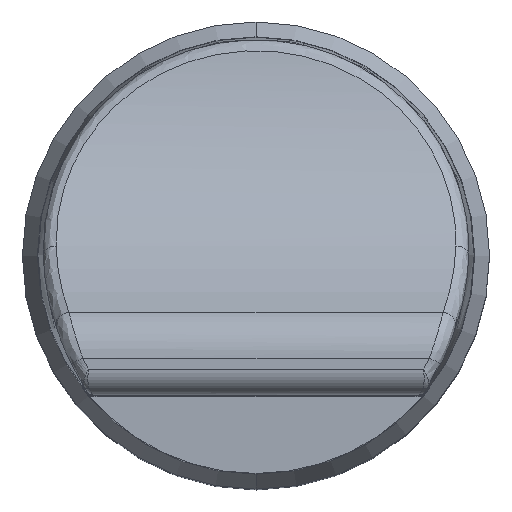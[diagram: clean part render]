
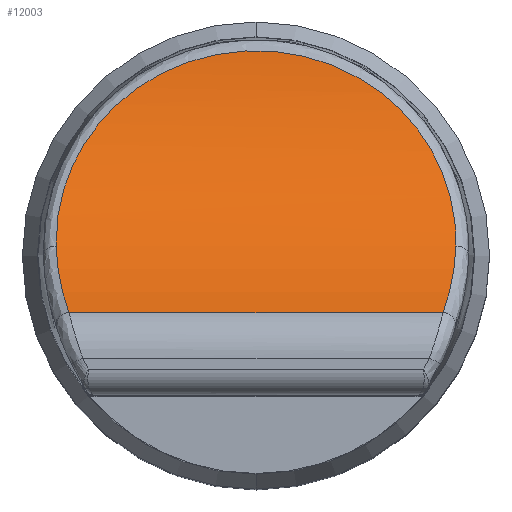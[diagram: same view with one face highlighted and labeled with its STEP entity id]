
A CAD part, top view. The second image highlights one B-rep face of the part: STEP entity #12003.
In plain terms, the highlighted cylindrical face has radius 14 mm (diameter 28 mm), a partial arc.
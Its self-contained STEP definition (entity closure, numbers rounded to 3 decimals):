
#3139=CARTESIAN_POINT('',(7.701,0.348,48.955));
#3140=CARTESIAN_POINT('',(7.695,0.126,49.171));
#3141=CARTESIAN_POINT('',(7.664,-0.323,
49.635));
#3142=CARTESIAN_POINT('',(7.56,-0.991,
50.434));
#3143=CARTESIAN_POINT('',(7.404,-1.638,51.341));
#3144=CARTESIAN_POINT('',(7.276,-2.032,52.003));
#3145=CARTESIAN_POINT('',(7.209,-2.22,52.35));
#3147=DIRECTION('',(1.,0.,0.));
#3148=VECTOR('',#3147,14.418);
#3149=CARTESIAN_POINT('',(-7.209,-2.22,
52.35));
#3150=LINE('',#3149,#3148);
#3151=CARTESIAN_POINT('',(-7.209,-2.22,
52.35));
#3152=CARTESIAN_POINT('',(-7.276,-2.032,
52.003));
#3153=CARTESIAN_POINT('',(-7.404,-1.637,
51.341));
#3154=CARTESIAN_POINT('',(-7.56,-0.991,
50.434));
#3155=CARTESIAN_POINT('',(-7.664,-0.323,
49.635));
#3156=CARTESIAN_POINT('',(-7.695,0.126,
49.171));
#3157=CARTESIAN_POINT('',(-7.701,0.348,
48.955));
#3159=CARTESIAN_POINT('',(-7.701,0.348,
48.955));
#3160=CARTESIAN_POINT('',(-7.707,0.568,
48.741));
#3161=CARTESIAN_POINT('',(-7.697,1.008,48.342));
#3162=CARTESIAN_POINT('',(-7.622,1.656,47.823));
#3163=CARTESIAN_POINT('',(-7.488,2.291,47.372));
#3164=CARTESIAN_POINT('',(-7.297,2.91,46.981));
#3165=CARTESIAN_POINT('',(-7.05,3.51,46.642));
#3166=CARTESIAN_POINT('',(-6.747,4.091,46.35));
#3167=CARTESIAN_POINT('',(-6.388,4.651,46.099));
#3168=CARTESIAN_POINT('',(-5.971,5.185,45.887));
#3169=CARTESIAN_POINT('',(-5.498,5.691,45.709));
#3170=CARTESIAN_POINT('',(-4.966,6.161,45.563));
#3171=CARTESIAN_POINT('',(-4.379,6.59,45.445));
#3172=CARTESIAN_POINT('',(-3.739,6.97,45.353));
#3173=CARTESIAN_POINT('',(-3.051,7.293,45.283));
#3174=CARTESIAN_POINT('',(-2.324,7.552,45.233));
#3175=CARTESIAN_POINT('',(-1.567,7.742,45.2));
#3176=CARTESIAN_POINT('',(-0.789,7.857,
45.181));
#3177=CARTESIAN_POINT('',(0.,7.896,45.175));
#3178=CARTESIAN_POINT('',(0.789,7.857,45.181));
#3179=CARTESIAN_POINT('',(1.567,7.741,45.2));
#3180=CARTESIAN_POINT('',(2.325,7.552,45.233));
#3181=CARTESIAN_POINT('',(3.052,7.293,45.283));
#3182=CARTESIAN_POINT('',(3.739,6.97,45.353));
#3183=CARTESIAN_POINT('',(4.379,6.59,45.445));
#3184=CARTESIAN_POINT('',(4.966,6.161,45.563));
#3185=CARTESIAN_POINT('',(5.498,5.69,45.709));
#3186=CARTESIAN_POINT('',(5.972,5.185,45.887));
#3187=CARTESIAN_POINT('',(6.388,4.651,46.1));
#3188=CARTESIAN_POINT('',(6.747,4.091,46.35));
#3189=CARTESIAN_POINT('',(7.05,3.51,46.642));
#3190=CARTESIAN_POINT('',(7.297,2.909,46.981));
#3191=CARTESIAN_POINT('',(7.488,2.291,47.372));
#3192=CARTESIAN_POINT('',(7.622,1.656,47.823));
#3193=CARTESIAN_POINT('',(7.697,1.008,48.343));
#3194=CARTESIAN_POINT('',(7.707,0.568,48.742));
#3195=CARTESIAN_POINT('',(7.701,0.348,48.955));
#4659=VERTEX_POINT('',#3139);
#4660=VERTEX_POINT('',#3145);
#4664=VERTEX_POINT('',#3159);
#4666=VERTEX_POINT('',#3151);
#11992=CARTESIAN_POINT('',(10.,10.1,59.));
#11993=DIRECTION('',(-1.,0.,0.));
#11994=DIRECTION('',(0.,1.,0.));
#11995=AXIS2_PLACEMENT_3D('',#11992,#11993,#11994);
#11996=CYLINDRICAL_SURFACE('',#11995,14.);
#11997=ORIENTED_EDGE('',*,*,#11972,.T.);
#11998=ORIENTED_EDGE('',*,*,#11530,.F.);
#11999=ORIENTED_EDGE('',*,*,#11642,.T.);
#12000=ORIENTED_EDGE('',*,*,#11865,.T.);
#12001=EDGE_LOOP('',(#11997,#11998,#11999,#12000));
#12002=FACE_OUTER_BOUND('',#12001,.F.);
#12003=ADVANCED_FACE('',(#12002),#11996,.F.);
#3146=B_SPLINE_CURVE_WITH_KNOTS('',3,(#3139,#3140,#3141,#3142,#3143,#3144,
#3145),.UNSPECIFIED.,.F.,.F.,(4,1,1,1,4),(0.,0.25,0.5,0.75,1.),
.UNSPECIFIED.);
#3158=B_SPLINE_CURVE_WITH_KNOTS('',3,(#3151,#3152,#3153,#3154,#3155,#3156,
#3157),.UNSPECIFIED.,.F.,.F.,(4,1,1,1,4),(0.,0.25,0.5,0.75,1.),
.UNSPECIFIED.);
#3196=B_SPLINE_CURVE_WITH_KNOTS('',3,(#3159,#3160,#3161,#3162,#3163,#3164,#3165,
#3166,#3167,#3168,#3169,#3170,#3171,#3172,#3173,#3174,#3175,#3176,#3177,#3178,
#3179,#3180,#3181,#3182,#3183,#3184,#3185,#3186,#3187,#3188,#3189,#3190,#3191,
#3192,#3193,#3194,#3195),.UNSPECIFIED.,.F.,.F.,(4,1,1,1,1,1,1,1,1,1,1,1,1,1,1,1,
1,1,1,1,1,1,1,1,1,1,1,1,1,1,1,1,1,1,4),(0.,0.029,
0.059,0.088,0.118,0.147,
0.176,0.206,0.235,0.265,
0.294,0.324,0.353,0.382,
0.412,0.441,0.471,0.5,0.529,
0.559,0.588,0.618,0.647,
0.676,0.706,0.735,0.765,
0.794,0.824,0.853,0.882,
0.912,0.941,0.971,1.),.UNSPECIFIED.);
#11530=EDGE_CURVE('',#4666,#4660,#3150,.T.);
#11642=EDGE_CURVE('',#4666,#4664,#3158,.T.);
#11865=EDGE_CURVE('',#4664,#4659,#3196,.T.);
#11972=EDGE_CURVE('',#4659,#4660,#3146,.T.);
